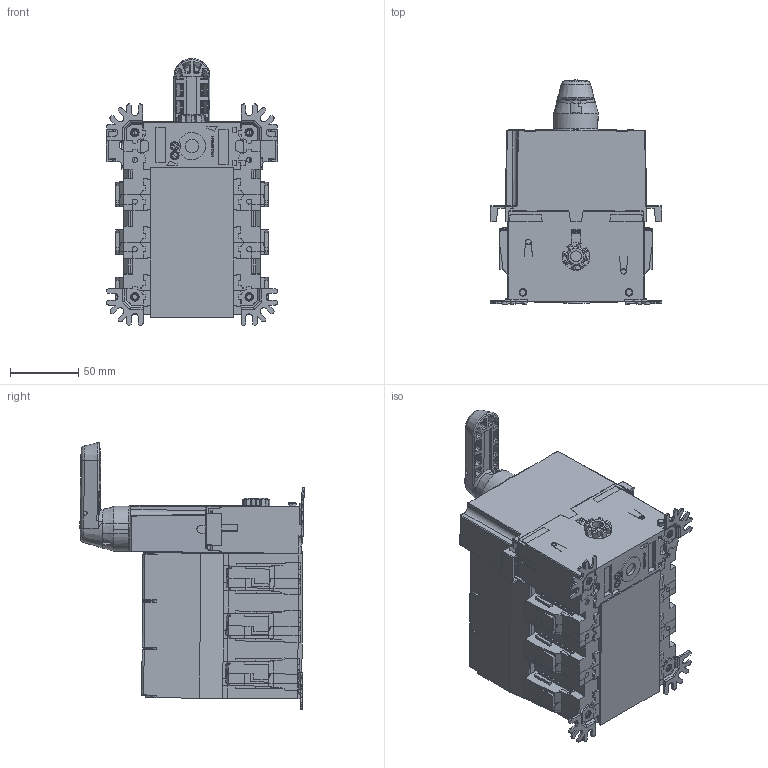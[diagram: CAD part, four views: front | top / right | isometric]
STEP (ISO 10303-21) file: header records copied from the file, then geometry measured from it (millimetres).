
FILE_DESCRIPTION((''),'2;1');
FILE_NAME('OS60GJ30K_PALIKKA_SW0013','2021-10-18T14:06:08',('FIJOKON'),(''),'CREO PARAMETRIC BY PTC INC, 2020184','CREO PARAMETRIC BY PTC INC, 2020184','');
FILE_SCHEMA(('AUTOMOTIVE_DESIGN { 1 0 10303 214 1 1 1 1 }'));
Products named in the file (1): OS60GJ30K_PALIKKA_SW0013
Bounding box: 126 x 164.64 x 196.18 mm (x, y, z)
Volume: 1659329.5 mm3; surface area: 220631.8 mm2
Topology: 1 solids, 4 shells, 4983 faces, 13674 edges, 8800 vertices
Faces by surface type: plane 2945, cylinder 1302, extrusion 330, torus 148, bspline 112, cone 74, sphere 72
Entity records: 228703 total; most frequent: CARTESIAN_POINT 52553, ORIENTED_EDGE 27208, DIRECTION 23269, EDGE_CURVE 13604, VECTOR 9822, LINE 9492, VERTEX_POINT 8800, FILL_AREA_STYLE_COLOUR 8178
